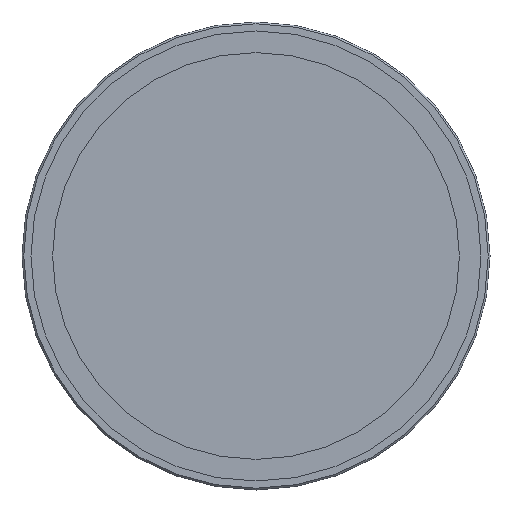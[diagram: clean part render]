
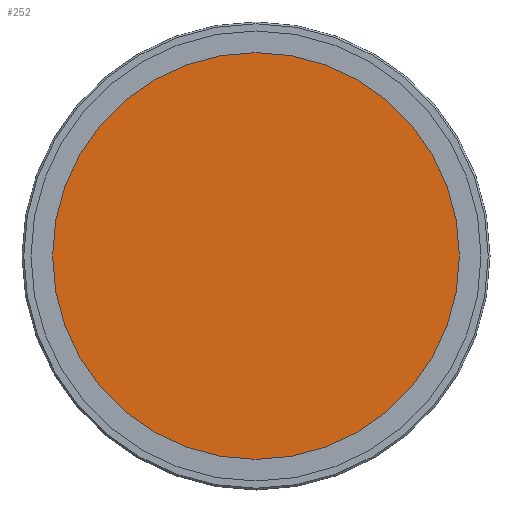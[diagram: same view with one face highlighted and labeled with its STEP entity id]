
A CAD part, left-side view. The second image highlights one B-rep face of the part: STEP entity #252.
In plain terms, the highlighted planar face has unit normal (-1, 0, 0).
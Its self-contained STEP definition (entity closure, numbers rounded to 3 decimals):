
#23=PLANE('',#308);
#42=FACE_OUTER_BOUND('',#60,.T.);
#60=EDGE_LOOP('',(#220,#221));
#101=CIRCLE('',#306,56.5);
#102=CIRCLE('',#307,56.5);
#127=VERTEX_POINT('',#466);
#128=VERTEX_POINT('',#467);
#159=EDGE_CURVE('',#127,#128,#101,.T.);
#160=EDGE_CURVE('',#128,#127,#102,.T.);
#220=ORIENTED_EDGE('',*,*,#159,.T.);
#221=ORIENTED_EDGE('',*,*,#160,.T.);
#252=ADVANCED_FACE('',(#42),#23,.T.);
#306=AXIS2_PLACEMENT_3D('',#468,#384,#385);
#307=AXIS2_PLACEMENT_3D('',#469,#386,#387);
#308=AXIS2_PLACEMENT_3D('',#471,#389,#390);
#384=DIRECTION('center_axis',(-1.,0.,0.));
#385=DIRECTION('ref_axis',(0.,0.,1.));
#386=DIRECTION('center_axis',(-1.,0.,0.));
#387=DIRECTION('ref_axis',(0.,0.,1.));
#389=DIRECTION('center_axis',(-1.,0.,0.));
#390=DIRECTION('ref_axis',(0.,0.,1.));
#466=CARTESIAN_POINT('',(-12.,0.,56.5));
#467=CARTESIAN_POINT('',(-12.,0.,-56.5));
#468=CARTESIAN_POINT('Origin',(-12.,0.,0.));
#469=CARTESIAN_POINT('Origin',(-12.,0.,0.));
#471=CARTESIAN_POINT('Origin',(-12.,0.,0.));
